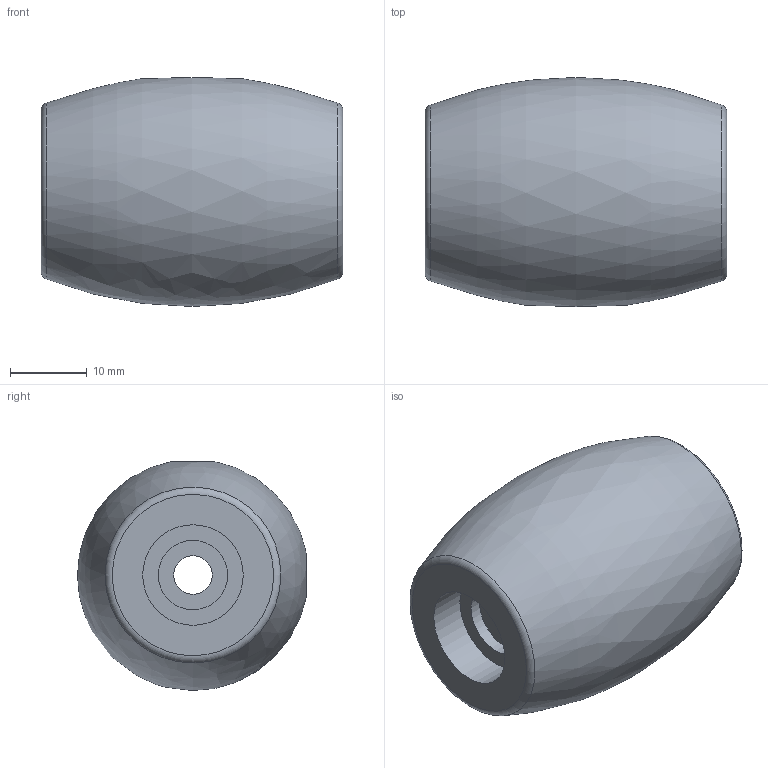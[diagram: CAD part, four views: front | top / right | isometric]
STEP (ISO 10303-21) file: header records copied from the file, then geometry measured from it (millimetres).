
FILE_DESCRIPTION(/* description */ (''),/* implementation_level */ '2;1');
FILE_NAME(/* name */ 'rullo.stp',/* time_stamp */ '2025-05-21T12:13:49+02:00',/* author */ ('R5800u'),/* organization */ (''),/* preprocessor_version */ 'ST-DEVELOPER v20',/* originating_system */ 'Autodesk Inventor 2025',/* authorisation */ '');
FILE_SCHEMA (('AUTOMOTIVE_DESIGN { 1 0 10303 214 3 1 1 }'));
Length unit declared in the file: millimetre
Products named in the file (1): ruota
Bounding box: 39.2 x 29.75 x 29.75 mm (x, y, z)
Volume: 21388.3 mm3; surface area: 5082.4 mm2
Topology: 1 solids, 1 shells, 14 faces, 22 edges, 14 vertices
Faces by surface type: plane 6, cylinder 5, torus 2, bspline 1
Full cylindrical faces by diameter (mm): 5 x1, 9 x2, 13.06 x2
Entity records: 396 total; most frequent: CARTESIAN_POINT 77, DIRECTION 67, ORIENTED_EDGE 44, AXIS2_PLACEMENT_3D 31, EDGE_CURVE 22, EDGE_LOOP 20, CIRCLE 17, FACE_OUTER_BOUND 14
